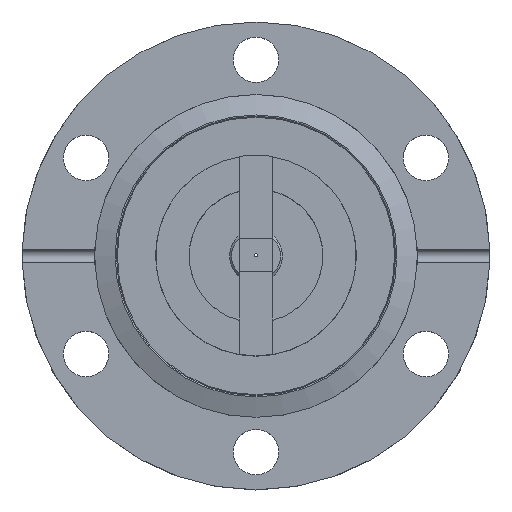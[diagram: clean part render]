
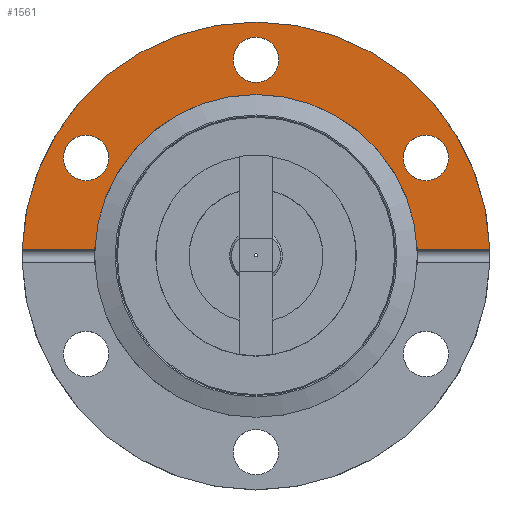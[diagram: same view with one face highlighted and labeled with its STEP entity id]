
A CAD part, top view. The second image highlights one B-rep face of the part: STEP entity #1561.
In plain terms, the highlighted face is planar.
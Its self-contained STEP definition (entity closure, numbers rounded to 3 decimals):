
#91=FACE_BOUND('',#295,.T.);
#92=FACE_BOUND('',#296,.T.);
#93=FACE_BOUND('',#297,.T.);
#134=PLANE('',#1709);
#200=FACE_OUTER_BOUND('',#294,.T.);
#294=EDGE_LOOP('',(#1232,#1233,#1234,#1235,#1236));
#295=EDGE_LOOP('',(#1237));
#296=EDGE_LOOP('',(#1238));
#297=EDGE_LOOP('',(#1239));
#389=LINE('',#2863,#484);
#390=LINE('',#2884,#485);
#484=VECTOR('',#2028,10.856);
#485=VECTOR('',#2031,10.856);
#575=CIRCLE('',#1704,24.15);
#578=CIRCLE('',#1710,35.);
#579=CIRCLE('',#1711,35.);
#580=CIRCLE('',#1712,3.4);
#581=CIRCLE('',#1713,3.4);
#582=CIRCLE('',#1714,3.4);
#694=VERTEX_POINT('',#2814);
#695=VERTEX_POINT('',#2833);
#699=VERTEX_POINT('',#2862);
#700=VERTEX_POINT('',#2883);
#701=VERTEX_POINT('',#2885);
#702=VERTEX_POINT('',#2888);
#703=VERTEX_POINT('',#2890);
#704=VERTEX_POINT('',#2892);
#880=EDGE_CURVE('',#695,#694,#575,.T.);
#886=EDGE_CURVE('',#699,#695,#389,.T.);
#888=EDGE_CURVE('',#694,#700,#390,.T.);
#889=EDGE_CURVE('',#701,#700,#578,.F.);
#890=EDGE_CURVE('',#699,#701,#579,.F.);
#891=EDGE_CURVE('',#702,#702,#580,.F.);
#892=EDGE_CURVE('',#703,#703,#581,.F.);
#893=EDGE_CURVE('',#704,#704,#582,.F.);
#1232=ORIENTED_EDGE('',*,*,#880,.T.);
#1233=ORIENTED_EDGE('',*,*,#888,.T.);
#1234=ORIENTED_EDGE('',*,*,#889,.F.);
#1235=ORIENTED_EDGE('',*,*,#890,.F.);
#1236=ORIENTED_EDGE('',*,*,#886,.T.);
#1237=ORIENTED_EDGE('',*,*,#891,.T.);
#1238=ORIENTED_EDGE('',*,*,#892,.T.);
#1239=ORIENTED_EDGE('',*,*,#893,.T.);
#1561=ADVANCED_FACE('',(#200,#91,#92,#93),#134,.T.);
#1704=AXIS2_PLACEMENT_3D('',#2834,#2016,#2017);
#1709=AXIS2_PLACEMENT_3D('',#2882,#2029,#2030);
#1710=AXIS2_PLACEMENT_3D('',#2886,#2032,#2033);
#1711=AXIS2_PLACEMENT_3D('',#2887,#2034,#2035);
#1712=AXIS2_PLACEMENT_3D('',#2889,#2036,#2037);
#1713=AXIS2_PLACEMENT_3D('',#2891,#2038,#2039);
#1714=AXIS2_PLACEMENT_3D('',#2893,#2040,#2041);
#2016=DIRECTION('center_axis',(0.,-1.,0.));
#2017=DIRECTION('ref_axis',(0.,0.,-1.));
#2028=DIRECTION('',(1.,0.,0.));
#2029=DIRECTION('center_axis',(0.,1.,0.));
#2030=DIRECTION('ref_axis',(0.,0.,1.));
#2031=DIRECTION('',(1.,0.,0.));
#2032=DIRECTION('center_axis',(0.,1.,0.));
#2033=DIRECTION('ref_axis',(0.,0.,1.));
#2034=DIRECTION('center_axis',(0.,1.,0.));
#2035=DIRECTION('ref_axis',(0.,0.,1.));
#2036=DIRECTION('center_axis',(0.,1.,0.));
#2037=DIRECTION('ref_axis',(-1.,0.,0.));
#2038=DIRECTION('center_axis',(0.,1.,0.));
#2039=DIRECTION('ref_axis',(-1.,0.,0.));
#2040=DIRECTION('center_axis',(0.,1.,0.));
#2041=DIRECTION('ref_axis',(0.,0.,1.));
#2814=CARTESIAN_POINT('',(24.129,0.,-1.));
#2833=CARTESIAN_POINT('',(-24.129,0.,-1.));
#2834=CARTESIAN_POINT('Origin',(0.,0.,0.));
#2862=CARTESIAN_POINT('',(-34.986,0.,-1.));
#2863=CARTESIAN_POINT('',(-34.986,0.,-1.));
#2882=CARTESIAN_POINT('Origin',(0.,0.,0.));
#2883=CARTESIAN_POINT('',(34.986,0.,-1.));
#2884=CARTESIAN_POINT('',(24.129,0.,-1.));
#2885=CARTESIAN_POINT('',(0.,0.,-35.));
#2886=CARTESIAN_POINT('Origin',(0.,0.,0.));
#2887=CARTESIAN_POINT('Origin',(0.,0.,0.));
#2888=CARTESIAN_POINT('',(28.818,0.,-14.675));
#2889=CARTESIAN_POINT('Origin',(25.418,0.,-14.675));
#2890=CARTESIAN_POINT('',(3.4,0.,-29.35));
#2891=CARTESIAN_POINT('Origin',(0.,0.,-29.35));
#2892=CARTESIAN_POINT('',(-25.418,0.,-18.075));
#2893=CARTESIAN_POINT('Origin',(-25.418,0.,-14.675));
